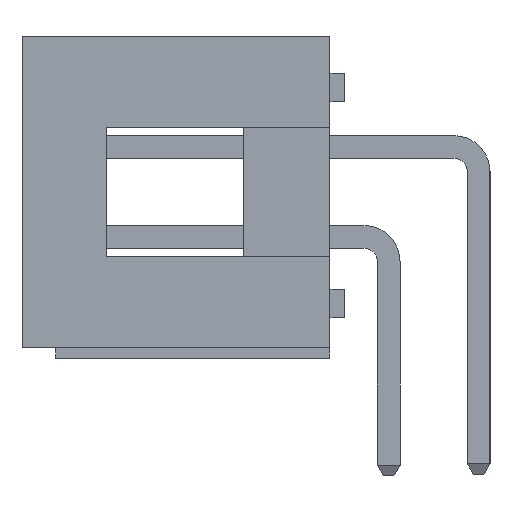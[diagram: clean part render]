
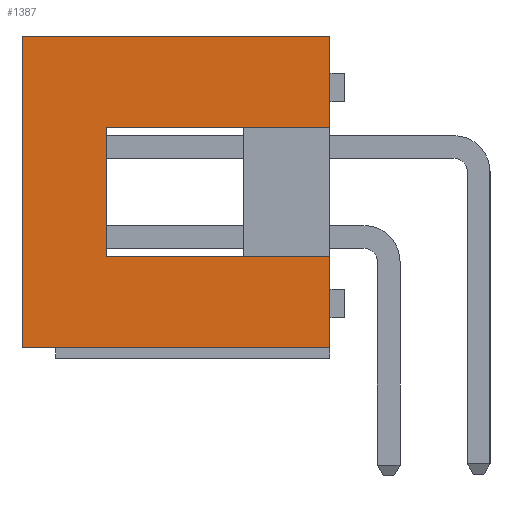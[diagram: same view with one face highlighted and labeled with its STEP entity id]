
A CAD part, left-side view. The second image highlights one B-rep face of the part: STEP entity #1387.
In plain terms, the highlighted planar face has unit normal (-1, 0, 0).
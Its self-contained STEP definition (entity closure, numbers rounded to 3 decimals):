
#358 = EDGE_LOOP ( 'NONE', ( #8807, #1849, #677, #5792, #1108, #5745, #6966, #7259 ) ) ;
#677 = ORIENTED_EDGE ( 'NONE', *, *, #6724, .T. ) ;
#1003 = LINE ( 'NONE', #6757, #9007 ) ;
#1108 = ORIENTED_EDGE ( 'NONE', *, *, #3812, .F. ) ;
#1206 = DIRECTION ( 'NONE',  ( 0., 0., 1. ) ) ;
#1299 = CARTESIAN_POINT ( 'NONE',  ( -25.4, -4.35, -4.4 ) ) ;
#1387 = ADVANCED_FACE ( 'NONE', ( #8281 ), #5671, .F. ) ;
#1509 = LINE ( 'NONE', #8026, #5634 ) ;
#1622 = DIRECTION ( 'NONE',  ( 0., 0., -1. ) ) ;
#1696 = VECTOR ( 'NONE', #6295, 1000. ) ;
#1706 = VERTEX_POINT ( 'NONE', #2690 ) ;
#1731 = VERTEX_POINT ( 'NONE', #8215 ) ;
#1804 = LINE ( 'NONE', #4907, #1696 ) ;
#1849 = ORIENTED_EDGE ( 'NONE', *, *, #6607, .T. ) ;
#1975 = VERTEX_POINT ( 'NONE', #8430 ) ;
#2690 = CARTESIAN_POINT ( 'NONE',  ( -25.4, 4.35, -4.4 ) ) ;
#2810 = VERTEX_POINT ( 'NONE', #1299 ) ;
#2907 = VECTOR ( 'NONE', #5479, 1000. ) ;
#2929 = CARTESIAN_POINT ( 'NONE',  ( -25.4, 4.35, 4.4 ) ) ;
#3008 = CARTESIAN_POINT ( 'NONE',  ( -25.4, 1.95, 1.825 ) ) ;
#3454 = LINE ( 'NONE', #4722, #2907 ) ;
#3638 = CARTESIAN_POINT ( 'NONE',  ( -25.4, -4.35, 4.4 ) ) ;
#3812 = EDGE_CURVE ( 'NONE', #8163, #7361, #1509, .T. ) ;
#3832 = CARTESIAN_POINT ( 'NONE',  ( -25.4, -4.35, 4.4 ) ) ;
#4133 = VECTOR ( 'NONE', #5889, 1000. ) ;
#4335 = LINE ( 'NONE', #8514, #7684 ) ;
#4405 = CARTESIAN_POINT ( 'NONE',  ( -25.4, -4.35, 4.4 ) ) ;
#4516 = DIRECTION ( 'NONE',  ( 0., 0., -1. ) ) ;
#4523 = DIRECTION ( 'NONE',  ( 0., -1., 0. ) ) ;
#4663 = EDGE_CURVE ( 'NONE', #1975, #2810, #7194, .T. ) ;
#4702 = LINE ( 'NONE', #8376, #5035 ) ;
#4722 = CARTESIAN_POINT ( 'NONE',  ( -25.4, -4.35, 4.4 ) ) ;
#4907 = CARTESIAN_POINT ( 'NONE',  ( -25.4, 4.35, -4.4 ) ) ;
#5035 = VECTOR ( 'NONE', #1206, 1000. ) ;
#5041 = CARTESIAN_POINT ( 'NONE',  ( -25.4, -4.35, 1.825 ) ) ;
#5171 = VERTEX_POINT ( 'NONE', #6700 ) ;
#5357 = EDGE_CURVE ( 'NONE', #1706, #8163, #4702, .T. ) ;
#5479 = DIRECTION ( 'NONE',  ( 0., 0., -1. ) ) ;
#5634 = VECTOR ( 'NONE', #4523, 1000. ) ;
#5650 = DIRECTION ( 'NONE',  ( 0., 1., 0. ) ) ;
#5671 = PLANE ( 'NONE',  #6366 ) ;
#5745 = ORIENTED_EDGE ( 'NONE', *, *, #5357, .F. ) ;
#5792 = ORIENTED_EDGE ( 'NONE', *, *, #8649, .F. ) ;
#5889 = DIRECTION ( 'NONE',  ( 0., 0., 1. ) ) ;
#6295 = DIRECTION ( 'NONE',  ( 0., 1., 0. ) ) ;
#6366 = AXIS2_PLACEMENT_3D ( 'NONE', #4405, #6545, #1622 ) ;
#6545 = DIRECTION ( 'NONE',  ( 1., 0., 0. ) ) ;
#6607 = EDGE_CURVE ( 'NONE', #5171, #1731, #7903, .T. ) ;
#6700 = CARTESIAN_POINT ( 'NONE',  ( -25.4, 1.95, -1.825 ) ) ;
#6724 = EDGE_CURVE ( 'NONE', #1731, #8129, #1003, .T. ) ;
#6756 = VECTOR ( 'NONE', #4516, 1000. ) ;
#6757 = CARTESIAN_POINT ( 'NONE',  ( -25.4, -4.35, 1.825 ) ) ;
#6966 = ORIENTED_EDGE ( 'NONE', *, *, #8665, .F. ) ;
#7194 = LINE ( 'NONE', #3832, #6756 ) ;
#7247 = EDGE_CURVE ( 'NONE', #1975, #5171, #4335, .T. ) ;
#7259 = ORIENTED_EDGE ( 'NONE', *, *, #4663, .F. ) ;
#7361 = VERTEX_POINT ( 'NONE', #3638 ) ;
#7684 = VECTOR ( 'NONE', #5650, 1000. ) ;
#7903 = LINE ( 'NONE', #3008, #4133 ) ;
#8026 = CARTESIAN_POINT ( 'NONE',  ( -25.4, 4.35, 4.4 ) ) ;
#8129 = VERTEX_POINT ( 'NONE', #5041 ) ;
#8163 = VERTEX_POINT ( 'NONE', #2929 ) ;
#8215 = CARTESIAN_POINT ( 'NONE',  ( -25.4, 1.95, 1.825 ) ) ;
#8281 = FACE_OUTER_BOUND ( 'NONE', #358, .T. ) ;
#8376 = CARTESIAN_POINT ( 'NONE',  ( -25.4, 4.35, 4.4 ) ) ;
#8430 = CARTESIAN_POINT ( 'NONE',  ( -25.4, -4.35, -1.825 ) ) ;
#8514 = CARTESIAN_POINT ( 'NONE',  ( -25.4, 1.95, -1.825 ) ) ;
#8649 = EDGE_CURVE ( 'NONE', #7361, #8129, #3454, .T. ) ;
#8665 = EDGE_CURVE ( 'NONE', #2810, #1706, #1804, .T. ) ;
#8807 = ORIENTED_EDGE ( 'NONE', *, *, #7247, .T. ) ;
#8811 = DIRECTION ( 'NONE',  ( 0., -1., 0. ) ) ;
#9007 = VECTOR ( 'NONE', #8811, 1000. ) ;
